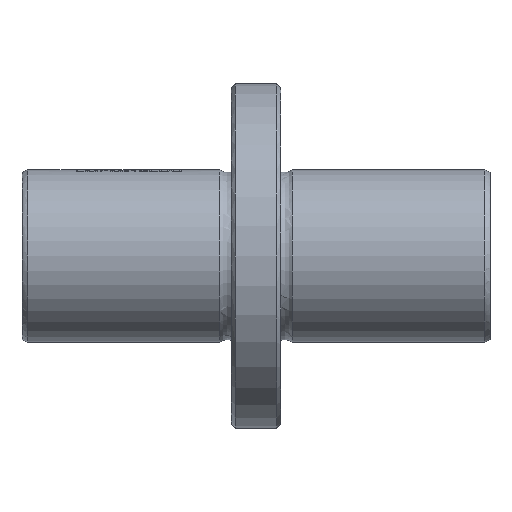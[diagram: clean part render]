
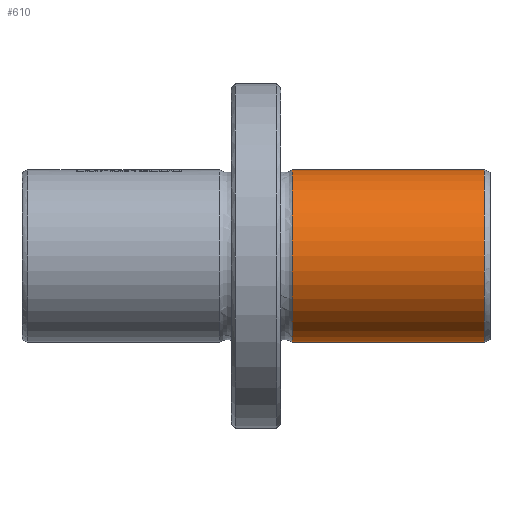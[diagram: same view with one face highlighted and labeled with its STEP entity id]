
A CAD part, front view. The second image highlights one B-rep face of the part: STEP entity #610.
In plain terms, the highlighted cylindrical face has radius 10.5 mm (diameter 21 mm), a full revolution.
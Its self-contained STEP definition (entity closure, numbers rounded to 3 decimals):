
#555=CYLINDRICAL_SURFACE('',#7361,10.5);
#610=ADVANCED_FACE('',(#1405,#1406),#555,.T.);
#1288=CIRCLE('',#7349,10.5);
#1289=CIRCLE('',#7350,10.5);
#1292=CIRCLE('',#7359,10.5);
#1293=CIRCLE('',#7360,10.5);
#1405=FACE_BOUND('',#1521,.T.);
#1406=FACE_BOUND('',#1522,.T.);
#1521=EDGE_LOOP('',(#2757,#2758));
#1522=EDGE_LOOP('',(#2759,#2760));
#2757=ORIENTED_EDGE('',*,*,#5440,.T.);
#2758=ORIENTED_EDGE('',*,*,#5439,.T.);
#2759=ORIENTED_EDGE('',*,*,#5451,.F.);
#2760=ORIENTED_EDGE('',*,*,#5452,.F.);
#4741=VERTEX_POINT('',#10977);
#4742=VERTEX_POINT('',#10978);
#4753=VERTEX_POINT('',#11079);
#4754=VERTEX_POINT('',#11080);
#5439=EDGE_CURVE('',#4741,#4742,#1288,.T.);
#5440=EDGE_CURVE('',#4742,#4741,#1289,.T.);
#5451=EDGE_CURVE('',#4753,#4754,#1292,.T.);
#5452=EDGE_CURVE('',#4754,#4753,#1293,.T.);
#7349=AXIS2_PLACEMENT_3D('',#10976,#7990,#7991);
#7350=AXIS2_PLACEMENT_3D('',#10979,#7992,#7993);
#7359=AXIS2_PLACEMENT_3D('',#11078,#8010,#8011);
#7360=AXIS2_PLACEMENT_3D('',#11081,#8012,#8013);
#7361=AXIS2_PLACEMENT_3D('',#11082,#8014,#8015);
#7990=DIRECTION('',(-1.,0.,0.));
#7991=DIRECTION('',(0.,-1.,0.));
#7992=DIRECTION('',(-1.,0.,0.));
#7993=DIRECTION('',(0.,-1.,0.));
#8010=DIRECTION('',(-1.,0.,0.));
#8011=DIRECTION('',(0.,0.,1.));
#8012=DIRECTION('',(-1.,0.,0.));
#8013=DIRECTION('',(0.,0.,1.));
#8014=DIRECTION('',(1.,0.,0.));
#8015=DIRECTION('',(0.,0.,-1.));
#10976=CARTESIAN_POINT('',(30.804,0.,0.));
#10977=CARTESIAN_POINT('',(30.804,0.,10.5));
#10978=CARTESIAN_POINT('',(30.804,0.,-10.5));
#10979=CARTESIAN_POINT('',(30.804,0.,0.));
#11078=CARTESIAN_POINT('',(7.4,0.,0.));
#11079=CARTESIAN_POINT('',(7.4,0.,10.5));
#11080=CARTESIAN_POINT('',(7.4,0.,-10.5));
#11081=CARTESIAN_POINT('',(7.4,0.,0.));
#11082=CARTESIAN_POINT('',(7.4,0.,0.));
